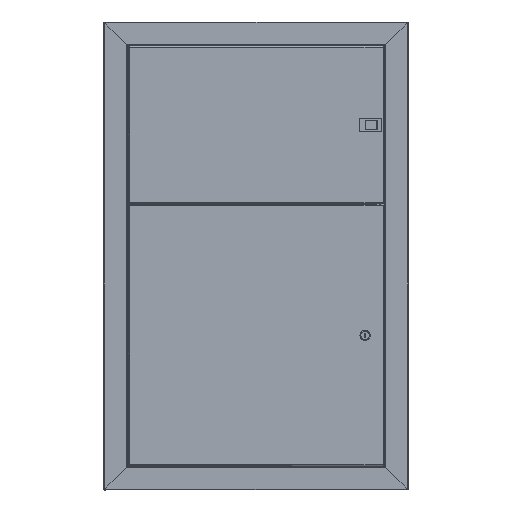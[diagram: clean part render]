
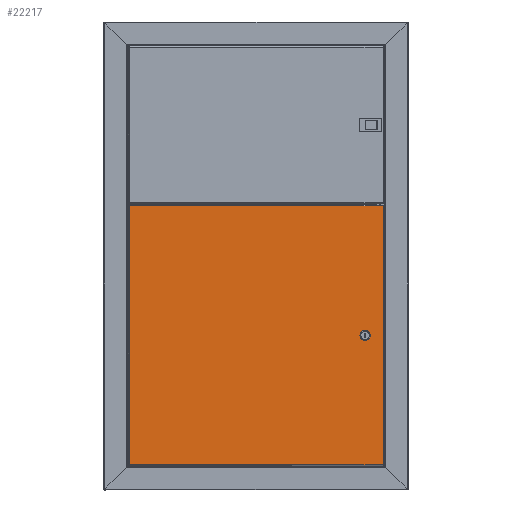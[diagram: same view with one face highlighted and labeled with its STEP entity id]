
A CAD part, top view. The second image highlights one B-rep face of the part: STEP entity #22217.
In plain terms, the highlighted planar face has unit normal (0, 0, 1).
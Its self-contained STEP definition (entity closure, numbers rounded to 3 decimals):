
#282 = EDGE_CURVE ( 'NONE', #41294, #9554, #4672, .T. ) ;
#680 = CARTESIAN_POINT ( 'NONE',  ( 278.45, 40., 0. ) ) ;
#1144 = CARTESIAN_POINT ( 'NONE',  ( 274.801, 48.5, 0. ) ) ;
#2139 = ORIENTED_EDGE ( 'NONE', *, *, #53269, .F. ) ;
#3075 = ORIENTED_EDGE ( 'NONE', *, *, #40568, .F. ) ;
#3485 = AXIS2_PLACEMENT_3D ( 'NONE', #50433, #55473, #4978 ) ;
#3645 = ORIENTED_EDGE ( 'NONE', *, *, #27955, .F. ) ;
#3689 = DIRECTION ( 'NONE',  ( 0., 1., 0. ) ) ;
#3807 = VERTEX_POINT ( 'NONE', #16482 ) ;
#4055 = ORIENTED_EDGE ( 'NONE', *, *, #27565, .T. ) ;
#4267 = ORIENTED_EDGE ( 'NONE', *, *, #12183, .T. ) ;
#4507 = DIRECTION ( 'NONE',  ( 1., 0., 0. ) ) ;
#4672 = LINE ( 'NONE', #32877, #47910 ) ;
#4978 = DIRECTION ( 'NONE',  ( -1., 0., 0. ) ) ;
#5838 = VERTEX_POINT ( 'NONE', #8333 ) ;
#7663 = VERTEX_POINT ( 'NONE', #52645 ) ;
#8333 = CARTESIAN_POINT ( 'NONE',  ( 1.7, 1.7, 0. ) ) ;
#8432 = CARTESIAN_POINT ( 'NONE',  ( 555.2, 0., 0. ) ) ;
#8562 = LINE ( 'NONE', #31411, #40818 ) ;
#9421 = DIRECTION ( 'NONE',  ( 1., 0., 0. ) ) ;
#9554 = VERTEX_POINT ( 'NONE', #45753 ) ;
#9584 = DIRECTION ( 'NONE',  ( 1., 0., 0. ) ) ;
#9734 = FACE_OUTER_BOUND ( 'NONE', #18951, .T. ) ;
#10310 = VERTEX_POINT ( 'NONE', #37044 ) ;
#12183 = EDGE_CURVE ( 'NONE', #39565, #10310, #58016, .T. ) ;
#13392 = CIRCLE ( 'NONE', #28586, 9.25 ) ;
#13410 = DIRECTION ( 'NONE',  ( 0., 0., 1. ) ) ;
#16482 = CARTESIAN_POINT ( 'NONE',  ( 282.099, 48.5, 0. ) ) ;
#17262 = DIRECTION ( 'NONE',  ( -1., 0., 0. ) ) ;
#18920 = FACE_BOUND ( 'NONE', #49667, .T. ) ;
#18951 = EDGE_LOOP ( 'NONE', ( #4055, #4267, #41004, #54907 ) ) ;
#19218 = VECTOR ( 'NONE', #53451, 1000. ) ;
#22217 = ADVANCED_FACE ( 'NONE', ( #18920, #9734 ), #54881, .F. ) ;
#22322 = VECTOR ( 'NONE', #3689, 1000. ) ;
#22895 = CARTESIAN_POINT ( 'NONE',  ( 1.7, 544.823, 0. ) ) ;
#24587 = VECTOR ( 'NONE', #17262, 1000. ) ;
#24830 = AXIS2_PLACEMENT_3D ( 'NONE', #48502, #13410, #4507 ) ;
#25439 = CARTESIAN_POINT ( 'NONE',  ( 278.45, 40., 0. ) ) ;
#26377 = DIRECTION ( 'NONE',  ( 1., 0., 0. ) ) ;
#26990 = LINE ( 'NONE', #54318, #19218 ) ;
#27565 = EDGE_CURVE ( 'NONE', #5838, #39565, #8562, .T. ) ;
#27955 = EDGE_CURVE ( 'NONE', #57339, #3807, #41832, .T. ) ;
#28586 = AXIS2_PLACEMENT_3D ( 'NONE', #680, #54726, #9584 ) ;
#31411 = CARTESIAN_POINT ( 'NONE',  ( 1.7, 1.7, 0. ) ) ;
#31433 = ORIENTED_EDGE ( 'NONE', *, *, #282, .F. ) ;
#31593 = ORIENTED_EDGE ( 'NONE', *, *, #56943, .F. ) ;
#31680 = EDGE_CURVE ( 'NONE', #10310, #7663, #26990, .T. ) ;
#32036 = VECTOR ( 'NONE', #46409, 1000. ) ;
#32877 = CARTESIAN_POINT ( 'NONE',  ( 282.099, 31.5, 0. ) ) ;
#34489 = VERTEX_POINT ( 'NONE', #1144 ) ;
#34509 = CARTESIAN_POINT ( 'NONE',  ( 555.2, 1.7, 0. ) ) ;
#36097 = AXIS2_PLACEMENT_3D ( 'NONE', #25439, #57205, #52742 ) ;
#36164 = CIRCLE ( 'NONE', #24830, 9.25 ) ;
#37044 = CARTESIAN_POINT ( 'NONE',  ( 555.2, 544., 0. ) ) ;
#37748 = EDGE_CURVE ( 'NONE', #7663, #5838, #54688, .T. ) ;
#39557 = CARTESIAN_POINT ( 'NONE',  ( 282.099, 48.5, 0. ) ) ;
#39565 = VERTEX_POINT ( 'NONE', #34509 ) ;
#40568 = EDGE_CURVE ( 'NONE', #3807, #34489, #57094, .T. ) ;
#40818 = VECTOR ( 'NONE', #26377, 1000. ) ;
#41004 = ORIENTED_EDGE ( 'NONE', *, *, #31680, .T. ) ;
#41294 = VERTEX_POINT ( 'NONE', #45662 ) ;
#41832 = CIRCLE ( 'NONE', #36097, 9.25 ) ;
#45662 = CARTESIAN_POINT ( 'NONE',  ( 274.801, 31.5, 0. ) ) ;
#45753 = CARTESIAN_POINT ( 'NONE',  ( 282.099, 31.5, 0. ) ) ;
#46409 = DIRECTION ( 'NONE',  ( 0., -1., 0. ) ) ;
#47910 = VECTOR ( 'NONE', #9421, 1000. ) ;
#48502 = CARTESIAN_POINT ( 'NONE',  ( 278.45, 40., 0. ) ) ;
#49667 = EDGE_LOOP ( 'NONE', ( #3075, #3645, #2139, #31433, #31593 ) ) ;
#50433 = CARTESIAN_POINT ( 'NONE',  ( 0., 545.7, 0. ) ) ;
#52645 = CARTESIAN_POINT ( 'NONE',  ( 1.7, 544., 0. ) ) ;
#52742 = DIRECTION ( 'NONE',  ( 1., 0., 0. ) ) ;
#53150 = CARTESIAN_POINT ( 'NONE',  ( 287.7, 40., 0. ) ) ;
#53269 = EDGE_CURVE ( 'NONE', #9554, #57339, #13392, .T. ) ;
#53451 = DIRECTION ( 'NONE',  ( -1., 0., 0. ) ) ;
#54318 = CARTESIAN_POINT ( 'NONE',  ( 556.023, 544., 0. ) ) ;
#54688 = LINE ( 'NONE', #22895, #32036 ) ;
#54726 = DIRECTION ( 'NONE',  ( 0., 0., 1. ) ) ;
#54881 = PLANE ( 'NONE',  #3485 ) ;
#54907 = ORIENTED_EDGE ( 'NONE', *, *, #37748, .T. ) ;
#55473 = DIRECTION ( 'NONE',  ( 0., 0., -1. ) ) ;
#56943 = EDGE_CURVE ( 'NONE', #34489, #41294, #36164, .T. ) ;
#57094 = LINE ( 'NONE', #39557, #24587 ) ;
#57205 = DIRECTION ( 'NONE',  ( 0., 0., 1. ) ) ;
#57339 = VERTEX_POINT ( 'NONE', #53150 ) ;
#58016 = LINE ( 'NONE', #8432, #22322 ) ;
